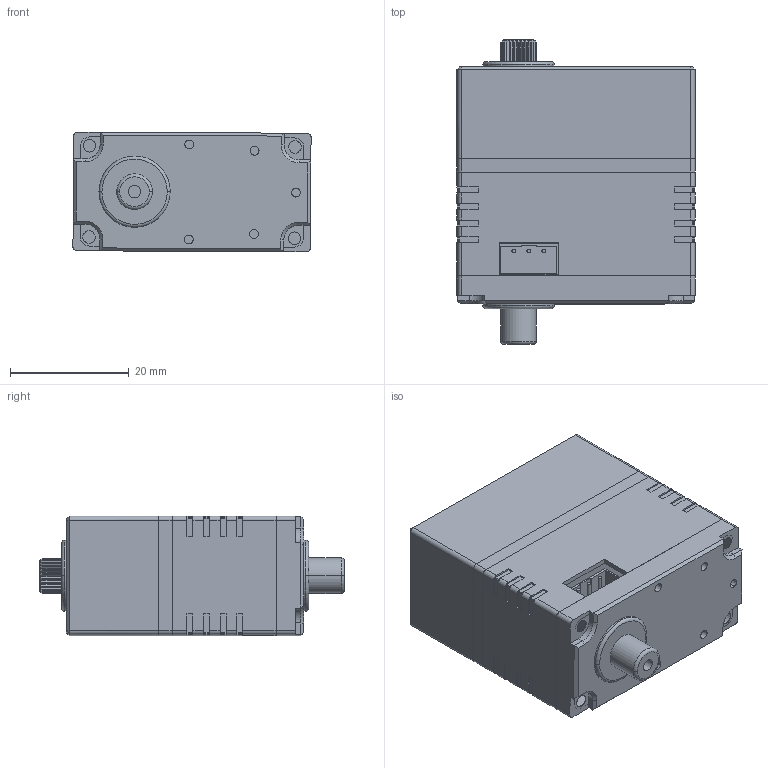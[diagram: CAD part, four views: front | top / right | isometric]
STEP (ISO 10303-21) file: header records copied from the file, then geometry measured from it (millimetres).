
FILE_DESCRIPTION (( 'STEP AP203' ), '1' );
FILE_NAME ('华馨京 25-50kg双轴舵机-3D.STEP', '2024-07-03T09:17:19', ( 'Windows 用户' ), ( '' ), 'SwSTEP 2.0', 'SolidWorks 2021', '' );
FILE_SCHEMA (( 'CONFIG_CONTROL_DESIGN' ));
Length unit declared in the file: millimetre
Products named in the file (7): 奻裔ㄗ邧粣ㄘ; 笢裔郪璃; 狟裔ㄗ邧粣ㄘ; 笢僇-蟯伎; 怀堤喘.step; 貌黹儔 25-50kg邧粣嗆儂-3D; 3pin諉諳.step
Assembly tree (7 placements, depth 2):
  貌黹儔 25-50kg邧粣嗆儂-3D
    笢僇-蟯伎
    奻裔ㄗ邧粣ㄘ
    笢裔郪璃
    狟裔ㄗ邧粣ㄘ
    怀堤喘.step
    3pin諉諳.step  x2
Bounding box: 40.1 x 51.3 x 20.21 mm (x, y, z)
Volume: 8574 mm3; surface area: 15116.7 mm2
Topology: 13 solids, 13 shells, 559 faces, 1518 edges, 994 vertices
Faces by surface type: plane 294, cylinder 218, cone 36, torus 11
Entity records: 18311 total; most frequent: CARTESIAN_POINT 3817, ORIENTED_EDGE 2932, DIRECTION 2840, EDGE_CURVE 1466, AXIS2_PLACEMENT_3D 985, VERTEX_POINT 960, LINE 870, VECTOR 870
